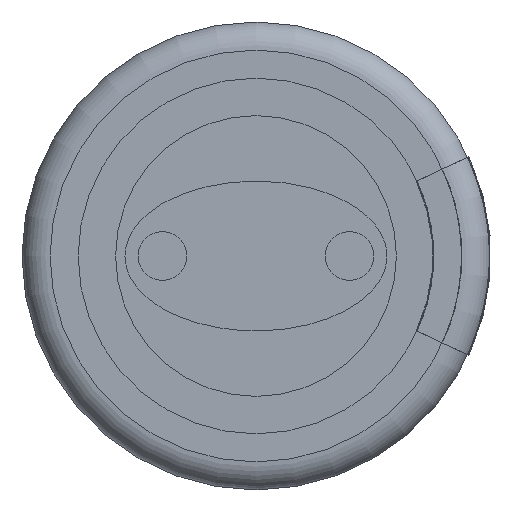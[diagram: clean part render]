
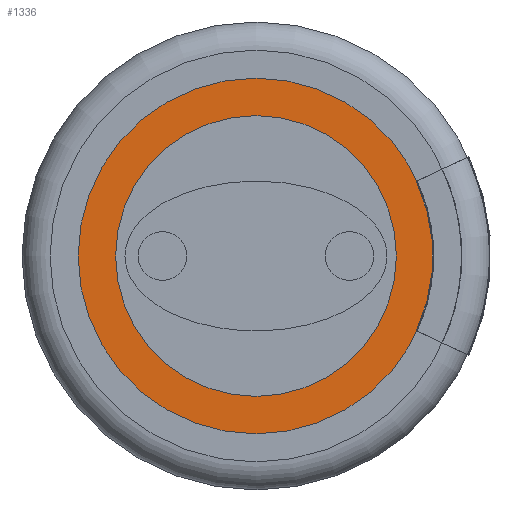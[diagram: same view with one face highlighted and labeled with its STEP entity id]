
A CAD part, front view. The second image highlights one B-rep face of the part: STEP entity #1336.
In plain terms, the highlighted planar face has unit normal (0, -1, 0).
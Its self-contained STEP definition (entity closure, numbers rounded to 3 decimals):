
#1309=CARTESIAN_POINT('',(0.,0.6,0.));
#1310=DIRECTION('',(0.,1.,0.));
#1311=DIRECTION('',(1.,0.,0.));
#1312=AXIS2_PLACEMENT_3D('',#1309,#1310,#1311);
#1313=PLANE('',#1312);
#1314=CARTESIAN_POINT('',(-1.9,0.6,0.));
#1315=VERTEX_POINT('',#1314);
#1316=CARTESIAN_POINT('',(0.,0.6,0.));
#1317=DIRECTION('',(0.,1.,0.));
#1318=DIRECTION('',(-1.,0.,0.));
#1319=AXIS2_PLACEMENT_3D('',#1316,#1317,#1318);
#1320=CIRCLE('',#1319,1.9);
#1321=EDGE_CURVE('',#1315,#1315,#1320,.T.);
#1322=ORIENTED_EDGE('',*,*,#1321,.F.);
#1323=EDGE_LOOP('',(#1322));
#1324=FACE_BOUND('',#1323,.T.);
#1325=CARTESIAN_POINT('',(-1.5,0.6,0.));
#1326=VERTEX_POINT('',#1325);
#1327=CARTESIAN_POINT('',(0.,0.6,0.));
#1328=DIRECTION('',(0.,-1.,0.));
#1329=DIRECTION('',(-1.,0.,0.));
#1330=AXIS2_PLACEMENT_3D('',#1327,#1328,#1329);
#1331=CIRCLE('',#1330,1.5);
#1332=EDGE_CURVE('',#1326,#1326,#1331,.T.);
#1333=ORIENTED_EDGE('',*,*,#1332,.F.);
#1334=EDGE_LOOP('',(#1333));
#1335=FACE_BOUND('',#1334,.T.);
#1336=ADVANCED_FACE('',(#1324,#1335),#1313,.F.);
